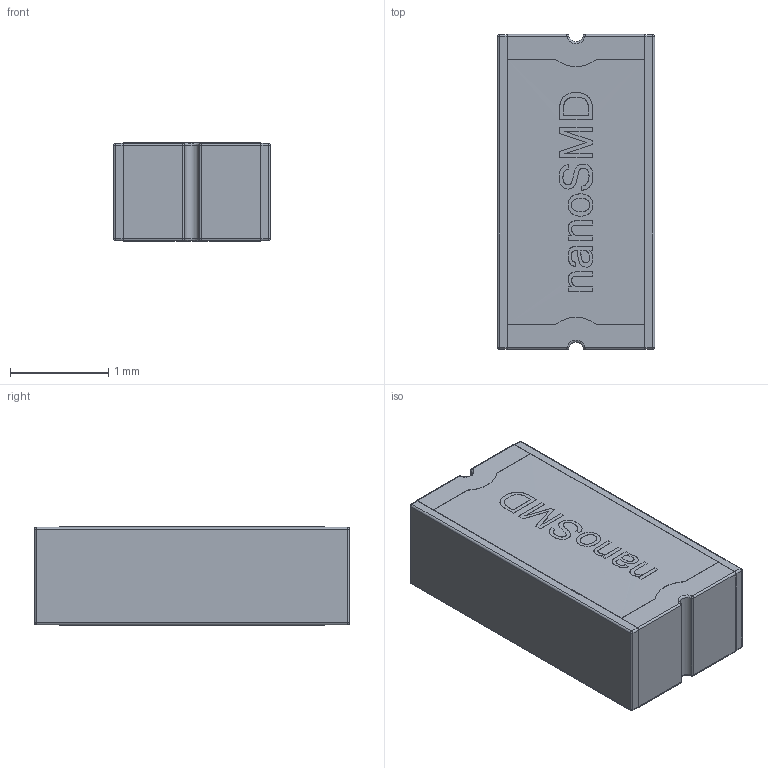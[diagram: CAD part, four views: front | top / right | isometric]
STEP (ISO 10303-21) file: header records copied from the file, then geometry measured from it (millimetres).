
FILE_DESCRIPTION (( 'STEP AP214' ), '1' );
FILE_NAME ('User Library-FUSER_nanoSMD.STEP', '2018-02-17T17:33:11', ( '' ), ( '' ), 'SwSTEP 2.0', 'SolidWorks 2018', '' );
FILE_SCHEMA (( 'AUTOMOTIVE_DESIGN' ));
Length unit declared in the file: centimetre
Products named in the file (1): User Library-FUSER_nanoSMD
Bounding box: 1.6 x 3.21 x 1 mm (x, y, z)
Volume: 5.1 mm3; surface area: 19.8 mm2
Topology: 1 solids, 1 shells, 210 faces, 539 edges, 335 vertices
Faces by surface type: bspline 92, plane 84, cylinder 34
Entity records: 8889 total; most frequent: CARTESIAN_POINT 2041, ORIENTED_EDGE 1062, DIRECTION 697, EDGE_CURVE 531, VERTEX_POINT 335, LINE 307, VECTOR 307, EDGE_LOOP 222
